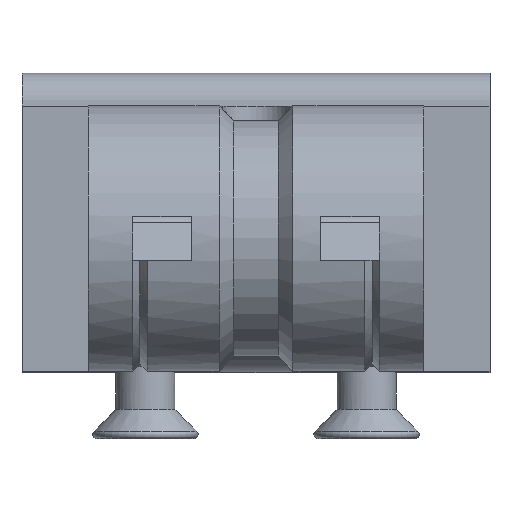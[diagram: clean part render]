
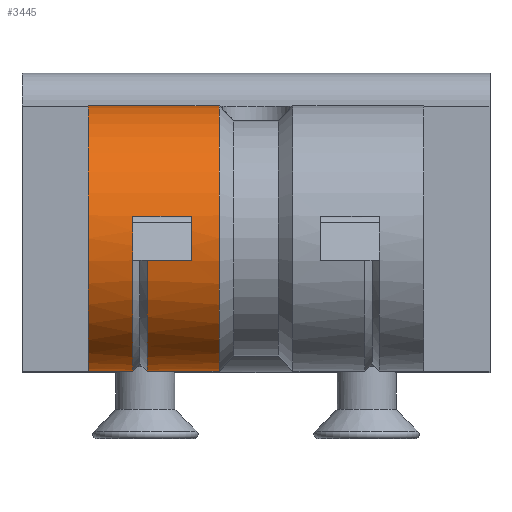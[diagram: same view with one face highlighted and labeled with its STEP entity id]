
A CAD part, top view. The second image highlights one B-rep face of the part: STEP entity #3445.
In plain terms, the highlighted cylindrical face has radius 9 mm (diameter 18 mm), a partial arc.
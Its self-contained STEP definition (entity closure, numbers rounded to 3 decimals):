
#52=LINE('',#4989,#431);
#53=LINE('',#4993,#432);
#54=LINE('',#4995,#433);
#55=LINE('',#4999,#434);
#56=LINE('',#5003,#435);
#57=LINE('',#5008,#436);
#431=VECTOR('',#3993,10.);
#432=VECTOR('',#3996,4.875);
#433=VECTOR('',#3997,4.875);
#434=VECTOR('',#4000,8.875);
#435=VECTOR('',#4003,3.);
#436=VECTOR('',#4008,10.);
#1013=FACE_OUTER_BOUND('',#1203,.T.);
#1203=EDGE_LOOP('',(#2411,#2412,#2413,#2414,#2415,#2416,#2417,#2418,#2419,
#2420,#2421,#2422));
#1415=CIRCLE('',#3647,9.);
#1416=CIRCLE('',#3648,9.);
#1417=CIRCLE('',#3649,9.);
#1418=CIRCLE('',#3650,9.);
#1419=CIRCLE('',#3651,9.);
#1420=CIRCLE('',#3652,9.);
#1529=VERTEX_POINT('',#4985);
#1530=VERTEX_POINT('',#4986);
#1531=VERTEX_POINT('',#4988);
#1532=VERTEX_POINT('',#4990);
#1533=VERTEX_POINT('',#4992);
#1534=VERTEX_POINT('',#4994);
#1535=VERTEX_POINT('',#4996);
#1536=VERTEX_POINT('',#4998);
#1537=VERTEX_POINT('',#5000);
#1538=VERTEX_POINT('',#5002);
#1539=VERTEX_POINT('',#5004);
#1540=VERTEX_POINT('',#5006);
#1881=EDGE_CURVE('',#1529,#1530,#1415,.T.);
#1882=EDGE_CURVE('',#1530,#1531,#52,.T.);
#1883=EDGE_CURVE('',#1531,#1532,#1416,.T.);
#1884=EDGE_CURVE('',#1532,#1533,#53,.T.);
#1885=EDGE_CURVE('',#1533,#1534,#54,.T.);
#1886=EDGE_CURVE('',#1534,#1535,#1417,.T.);
#1887=EDGE_CURVE('',#1535,#1536,#55,.T.);
#1888=EDGE_CURVE('',#1536,#1537,#1418,.T.);
#1889=EDGE_CURVE('',#1538,#1537,#56,.T.);
#1890=EDGE_CURVE('',#1538,#1539,#1419,.T.);
#1891=EDGE_CURVE('',#1539,#1540,#1420,.T.);
#1892=EDGE_CURVE('',#1540,#1529,#57,.T.);
#2411=ORIENTED_EDGE('',*,*,#1881,.T.);
#2412=ORIENTED_EDGE('',*,*,#1882,.T.);
#2413=ORIENTED_EDGE('',*,*,#1883,.T.);
#2414=ORIENTED_EDGE('',*,*,#1884,.T.);
#2415=ORIENTED_EDGE('',*,*,#1885,.T.);
#2416=ORIENTED_EDGE('',*,*,#1886,.T.);
#2417=ORIENTED_EDGE('',*,*,#1887,.T.);
#2418=ORIENTED_EDGE('',*,*,#1888,.T.);
#2419=ORIENTED_EDGE('',*,*,#1889,.F.);
#2420=ORIENTED_EDGE('',*,*,#1890,.T.);
#2421=ORIENTED_EDGE('',*,*,#1891,.T.);
#2422=ORIENTED_EDGE('',*,*,#1892,.T.);
#3400=CYLINDRICAL_SURFACE('',#3646,9.);
#3445=ADVANCED_FACE('',(#1013),#3400,.T.);
#3646=AXIS2_PLACEMENT_3D('',#4984,#3989,#3990);
#3647=AXIS2_PLACEMENT_3D('',#4987,#3991,#3992);
#3648=AXIS2_PLACEMENT_3D('',#4991,#3994,#3995);
#3649=AXIS2_PLACEMENT_3D('',#4997,#3998,#3999);
#3650=AXIS2_PLACEMENT_3D('',#5001,#4001,#4002);
#3651=AXIS2_PLACEMENT_3D('',#5005,#4004,#4005);
#3652=AXIS2_PLACEMENT_3D('',#5007,#4006,#4007);
#3989=DIRECTION('center_axis',(-1.,0.,0.));
#3990=DIRECTION('ref_axis',(0.,0.,1.));
#3991=DIRECTION('center_axis',(1.,0.,0.));
#3992=DIRECTION('ref_axis',(0.,0.,1.));
#3993=DIRECTION('',(-1.,0.,0.));
#3994=DIRECTION('center_axis',(1.,0.,0.));
#3995=DIRECTION('ref_axis',(0.,0.,1.));
#3996=DIRECTION('',(1.,0.,0.));
#3997=DIRECTION('',(1.,0.,0.));
#3998=DIRECTION('center_axis',(-1.,0.,0.));
#3999=DIRECTION('ref_axis',(0.,0.,1.));
#4000=DIRECTION('',(-1.,0.,0.));
#4001=DIRECTION('center_axis',(1.,0.,0.));
#4002=DIRECTION('ref_axis',(0.,0.,-1.));
#4003=DIRECTION('',(-1.,0.,0.));
#4004=DIRECTION('center_axis',(-1.,0.,0.));
#4005=DIRECTION('ref_axis',(0.,0.,1.));
#4006=DIRECTION('center_axis',(-1.,0.,0.));
#4007=DIRECTION('ref_axis',(0.,0.,1.));
#4008=DIRECTION('',(1.,0.,0.));
#4984=CARTESIAN_POINT('Origin',(15.875,0.,0.));
#4985=CARTESIAN_POINT('',(-4.375,1.5,8.874));
#4986=CARTESIAN_POINT('',(-4.375,-1.5,8.874));
#4987=CARTESIAN_POINT('Origin',(-4.375,0.,0.));
#4988=CARTESIAN_POINT('',(-7.375,-1.5,8.874));
#4989=CARTESIAN_POINT('',(15.875,-1.5,8.874));
#4990=CARTESIAN_POINT('',(-7.375,-9.,0.));
#4991=CARTESIAN_POINT('Origin',(-7.375,0.,0.));
#4992=CARTESIAN_POINT('',(-4.375,-9.,0.));
#4993=CARTESIAN_POINT('',(-7.375,-9.,0.));
#4994=CARTESIAN_POINT('',(-2.5,-9.,0.));
#4995=CARTESIAN_POINT('',(-7.375,-9.,0.));
#4996=CARTESIAN_POINT('',(-2.5,9.,0.));
#4997=CARTESIAN_POINT('Origin',(-2.5,0.,0.));
#4998=CARTESIAN_POINT('',(-11.375,9.,0.));
#4999=CARTESIAN_POINT('',(-2.5,9.,0.));
#5000=CARTESIAN_POINT('',(-11.375,-9.,0.));
#5001=CARTESIAN_POINT('Origin',(-11.375,0.,0.));
#5002=CARTESIAN_POINT('',(-8.375,-9.,0.));
#5003=CARTESIAN_POINT('',(-8.375,-9.,0.));
#5004=CARTESIAN_POINT('',(-8.375,-1.5,8.874));
#5005=CARTESIAN_POINT('Origin',(-8.375,0.,0.));
#5006=CARTESIAN_POINT('',(-8.375,1.5,8.874));
#5007=CARTESIAN_POINT('Origin',(-8.375,0.,0.));
#5008=CARTESIAN_POINT('',(15.875,1.5,8.874));
